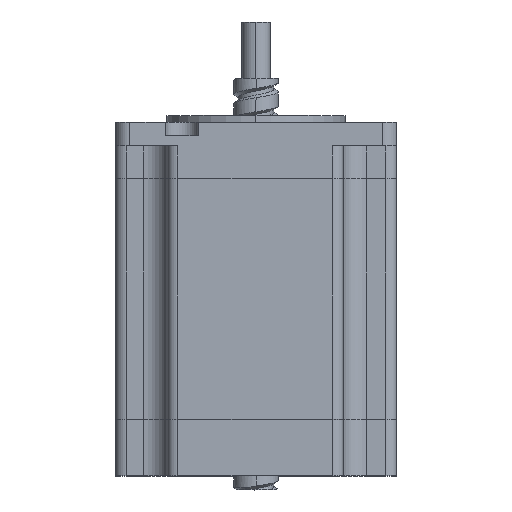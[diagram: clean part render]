
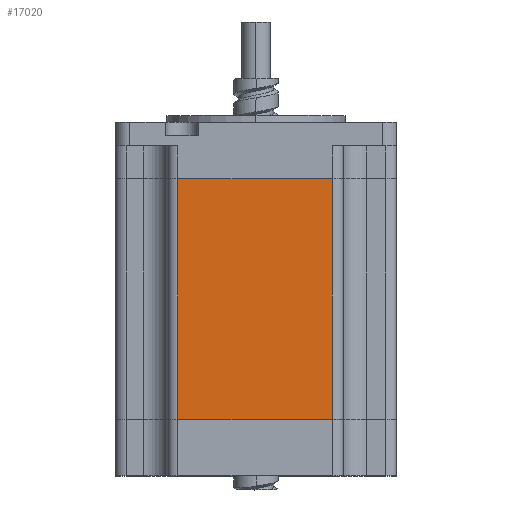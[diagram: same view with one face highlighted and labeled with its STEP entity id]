
A CAD part, top view. The second image highlights one B-rep face of the part: STEP entity #17020.
In plain terms, the highlighted planar face has unit normal (0, 0, 1).
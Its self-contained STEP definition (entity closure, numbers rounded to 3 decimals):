
#453 = VERTEX_POINT ( 'NONE', #17580 ) ;
#1619 = EDGE_CURVE ( 'NONE', #16842, #16000, #20774, .T. ) ;
#1718 = FACE_OUTER_BOUND ( 'NONE', #7734, .T. ) ;
#1824 = CARTESIAN_POINT ( 'NONE',  ( 27., -58.49, 30. ) ) ;
#3145 = CARTESIAN_POINT ( 'NONE',  ( 27., 5., 30. ) ) ;
#4293 = VECTOR ( 'NONE', #17908, 1000. ) ;
#5807 = ORIENTED_EDGE ( 'NONE', *, *, #21520, .F. ) ;
#6287 = EDGE_CURVE ( 'NONE', #9752, #453, #8053, .T. ) ;
#6637 = AXIS2_PLACEMENT_3D ( 'NONE', #3145, #18343, #8061 ) ;
#6934 = ORIENTED_EDGE ( 'NONE', *, *, #6287, .F. ) ;
#7734 = EDGE_LOOP ( 'NONE', ( #5807, #13467, #16890, #6934 ) ) ;
#8053 = LINE ( 'NONE', #11018, #4293 ) ;
#8061 = DIRECTION ( 'NONE',  ( -1., 0., 0. ) ) ;
#8878 = VECTOR ( 'NONE', #20449, 1000. ) ;
#9752 = VERTEX_POINT ( 'NONE', #20902 ) ;
#9799 = DIRECTION ( 'NONE',  ( -1., 0., 0. ) ) ;
#11018 = CARTESIAN_POINT ( 'NONE',  ( -16.7, -70.5, 30. ) ) ;
#12125 = CARTESIAN_POINT ( 'NONE',  ( 16.3, -7.001, 30. ) ) ;
#12782 = LINE ( 'NONE', #14631, #17453 ) ;
#13467 = ORIENTED_EDGE ( 'NONE', *, *, #1619, .T. ) ;
#13786 = CARTESIAN_POINT ( 'NONE',  ( 16.3, -70.5, 30. ) ) ;
#14631 = CARTESIAN_POINT ( 'NONE',  ( 27., -7.001, 30. ) ) ;
#16000 = VERTEX_POINT ( 'NONE', #12125 ) ;
#16059 = DIRECTION ( 'NONE',  ( 1., 0., 0. ) ) ;
#16473 = EDGE_CURVE ( 'NONE', #453, #16000, #12782, .T. ) ;
#16842 = VERTEX_POINT ( 'NONE', #19342 ) ;
#16890 = ORIENTED_EDGE ( 'NONE', *, *, #16473, .F. ) ;
#17020 = ADVANCED_FACE ( 'NONE', ( #1718 ), #18448, .F. ) ;
#17188 = VECTOR ( 'NONE', #9799, 1000. ) ;
#17453 = VECTOR ( 'NONE', #16059, 1000. ) ;
#17580 = CARTESIAN_POINT ( 'NONE',  ( -16.7, -7.001, 30. ) ) ;
#17908 = DIRECTION ( 'NONE',  ( 0., 1., 0. ) ) ;
#18343 = DIRECTION ( 'NONE',  ( 0., 0., -1. ) ) ;
#18448 = PLANE ( 'NONE',  #6637 ) ;
#19342 = CARTESIAN_POINT ( 'NONE',  ( 16.3, -58.49, 30. ) ) ;
#20449 = DIRECTION ( 'NONE',  ( 0., 1., 0. ) ) ;
#20774 = LINE ( 'NONE', #13786, #8878 ) ;
#20902 = CARTESIAN_POINT ( 'NONE',  ( -16.7, -58.49, 30. ) ) ;
#20997 = LINE ( 'NONE', #1824, #17188 ) ;
#21520 = EDGE_CURVE ( 'NONE', #16842, #9752, #20997, .T. ) ;
